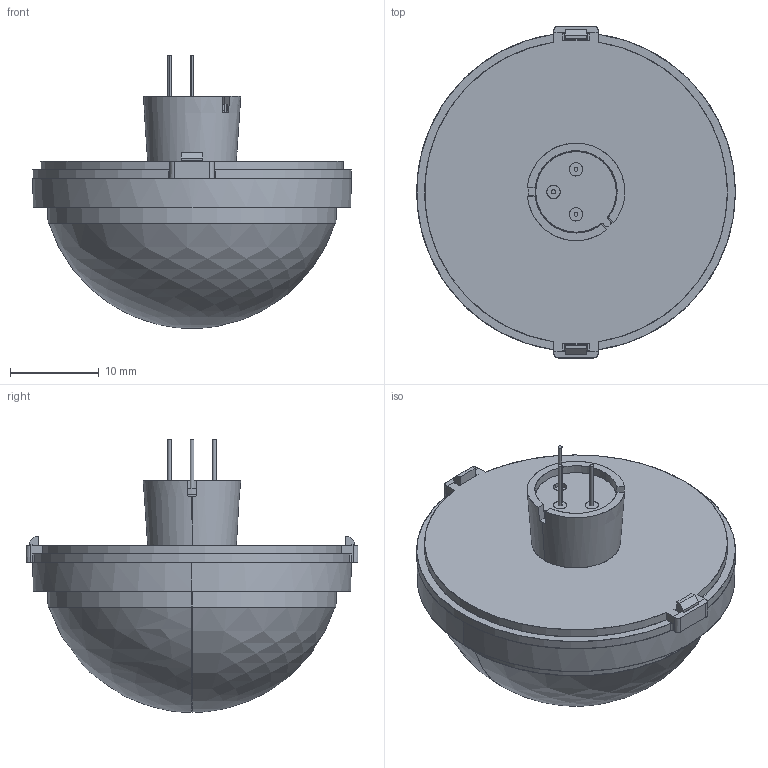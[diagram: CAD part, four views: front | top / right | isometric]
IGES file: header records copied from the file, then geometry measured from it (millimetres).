
Start section: SolidWorks IGES file using analytic representation for surfaces
Global section: file name: Ultra Long Wide lens type(draft).IGS; native system: SolidWorks 2020; preprocessor: SolidWorks 2020; author: 9050563; date: 220822.125143; units: millimetre
Bounding box: 36 x 37.5 x 30.82 mm (x, y, z)
Surface area: 6459.9 mm2 (no closed solid volume)
Topology: 0 solids, 0 shells, 208 faces, 2253 edges, 2248 vertices
Faces by surface type: bspline 131, revolution 77
